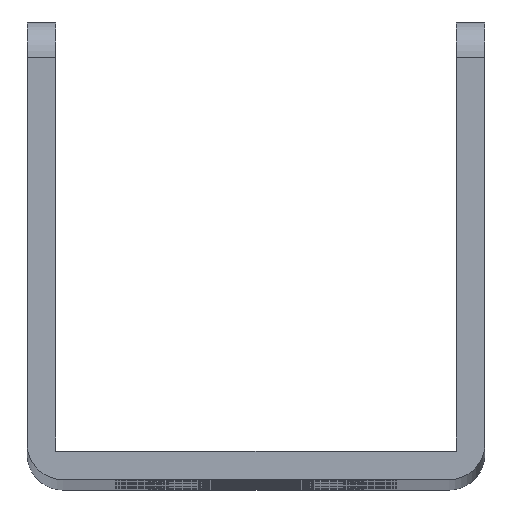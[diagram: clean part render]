
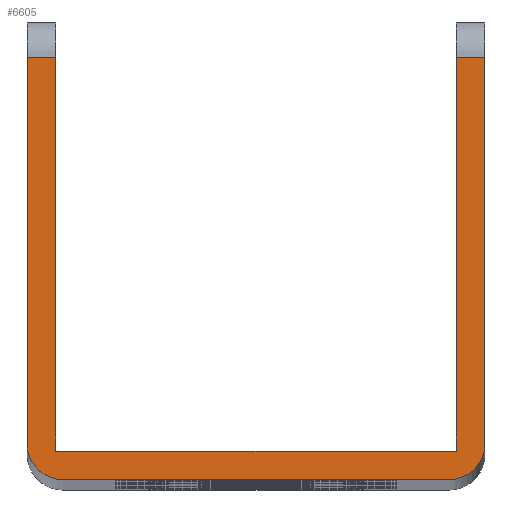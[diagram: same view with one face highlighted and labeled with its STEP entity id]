
A CAD part, top view. The second image highlights one B-rep face of the part: STEP entity #6605.
In plain terms, the highlighted planar face has unit normal (0, 0, 1).
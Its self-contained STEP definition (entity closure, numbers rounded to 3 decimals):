
#1280=FACE_OUTER_BOUND('',#1611,.T.);
#1611=EDGE_LOOP('',(#4919,#4920,#4921,#4922,#4923,#4924,#4925,#4926,#4927,
#4928));
#2887=LINE('',#9895,#2917);
#2888=LINE('',#9897,#2918);
#2889=LINE('',#9899,#2919);
#2890=LINE('',#9901,#2920);
#2891=LINE('',#9903,#2921);
#2892=LINE('',#9905,#2922);
#2893=LINE('',#9907,#2923);
#2894=LINE('',#9910,#2924);
#2917=VECTOR('',#7917,27.);
#2918=VECTOR('',#7918,2.);
#2919=VECTOR('',#7919,27.5);
#2920=VECTOR('',#7920,28.);
#2921=VECTOR('',#7921,27.5);
#2922=VECTOR('',#7922,2.);
#2923=VECTOR('',#7923,27.);
#2924=VECTOR('',#7926,27.);
#2947=CIRCLE('',#6939,2.5);
#2948=CIRCLE('',#6940,2.5);
#3589=VERTEX_POINT('',#9891);
#3590=VERTEX_POINT('',#9892);
#3591=VERTEX_POINT('',#9894);
#3592=VERTEX_POINT('',#9896);
#3593=VERTEX_POINT('',#9898);
#3594=VERTEX_POINT('',#9900);
#3595=VERTEX_POINT('',#9902);
#3596=VERTEX_POINT('',#9904);
#3597=VERTEX_POINT('',#9906);
#3598=VERTEX_POINT('',#9908);
#4247=EDGE_CURVE('',#3589,#3590,#2947,.T.);
#4248=EDGE_CURVE('',#3591,#3590,#2887,.T.);
#4249=EDGE_CURVE('',#3591,#3592,#2888,.T.);
#4250=EDGE_CURVE('',#3593,#3592,#2889,.T.);
#4251=EDGE_CURVE('',#3594,#3593,#2890,.T.);
#4252=EDGE_CURVE('',#3595,#3594,#2891,.T.);
#4253=EDGE_CURVE('',#3595,#3596,#2892,.T.);
#4254=EDGE_CURVE('',#3597,#3596,#2893,.T.);
#4255=EDGE_CURVE('',#3597,#3598,#2948,.T.);
#4256=EDGE_CURVE('',#3589,#3598,#2894,.T.);
#4919=ORIENTED_EDGE('',*,*,#4247,.T.);
#4920=ORIENTED_EDGE('',*,*,#4248,.F.);
#4921=ORIENTED_EDGE('',*,*,#4249,.T.);
#4922=ORIENTED_EDGE('',*,*,#4250,.F.);
#4923=ORIENTED_EDGE('',*,*,#4251,.F.);
#4924=ORIENTED_EDGE('',*,*,#4252,.F.);
#4925=ORIENTED_EDGE('',*,*,#4253,.T.);
#4926=ORIENTED_EDGE('',*,*,#4254,.F.);
#4927=ORIENTED_EDGE('',*,*,#4255,.T.);
#4928=ORIENTED_EDGE('',*,*,#4256,.F.);
#6263=PLANE('',#6938);
#6605=ADVANCED_FACE('',(#1280),#6263,.T.);
#6938=AXIS2_PLACEMENT_3D('',#9890,#7913,#7914);
#6939=AXIS2_PLACEMENT_3D('',#9893,#7915,#7916);
#6940=AXIS2_PLACEMENT_3D('',#9909,#7924,#7925);
#7913=DIRECTION('center_axis',(0.,0.,1.));
#7914=DIRECTION('ref_axis',(1.,0.,0.));
#7915=DIRECTION('center_axis',(0.,0.,1.));
#7916=DIRECTION('ref_axis',(0.,-1.,0.));
#7917=DIRECTION('',(0.,-1.,0.));
#7918=DIRECTION('',(-1.,0.,0.));
#7919=DIRECTION('',(0.,1.,0.));
#7920=DIRECTION('',(1.,0.,0.));
#7921=DIRECTION('',(0.,-1.,0.));
#7922=DIRECTION('',(-1.,0.,0.));
#7923=DIRECTION('',(0.,1.,0.));
#7924=DIRECTION('center_axis',(0.,0.,1.));
#7925=DIRECTION('ref_axis',(-1.,0.,0.));
#7926=DIRECTION('',(-1.,0.,0.));
#9890=CARTESIAN_POINT('Origin',(0.,0.,16.));
#9891=CARTESIAN_POINT('',(13.5,0.,16.));
#9892=CARTESIAN_POINT('',(16.,2.5,16.));
#9893=CARTESIAN_POINT('Origin',(13.5,2.5,16.));
#9894=CARTESIAN_POINT('',(16.,29.5,16.));
#9895=CARTESIAN_POINT('',(16.,29.5,16.));
#9896=CARTESIAN_POINT('',(14.,29.5,16.));
#9897=CARTESIAN_POINT('',(16.,29.5,16.));
#9898=CARTESIAN_POINT('',(14.,2.,16.));
#9899=CARTESIAN_POINT('',(14.,2.,16.));
#9900=CARTESIAN_POINT('',(-14.,2.,16.));
#9901=CARTESIAN_POINT('',(-14.,2.,16.));
#9902=CARTESIAN_POINT('',(-14.,29.5,16.));
#9903=CARTESIAN_POINT('',(-14.,29.5,16.));
#9904=CARTESIAN_POINT('',(-16.,29.5,16.));
#9905=CARTESIAN_POINT('',(-14.,29.5,16.));
#9906=CARTESIAN_POINT('',(-16.,2.5,16.));
#9907=CARTESIAN_POINT('',(-16.,2.5,16.));
#9908=CARTESIAN_POINT('',(-13.5,0.,16.));
#9909=CARTESIAN_POINT('Origin',(-13.5,2.5,16.));
#9910=CARTESIAN_POINT('',(13.5,0.,16.));
